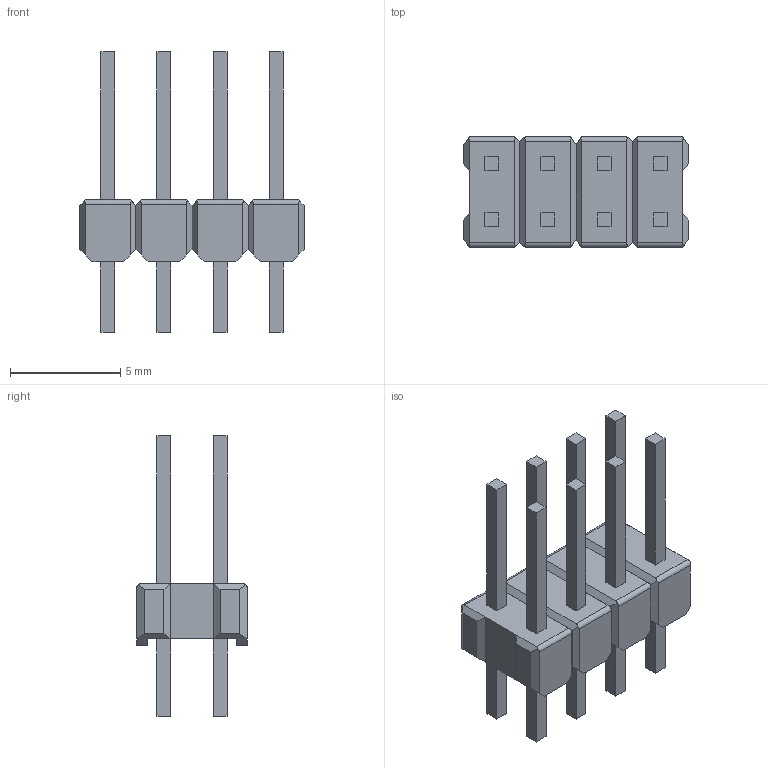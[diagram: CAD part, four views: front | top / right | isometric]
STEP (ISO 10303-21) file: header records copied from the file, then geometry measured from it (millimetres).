
FILE_DESCRIPTION((''),'2;1');
FILE_NAME('C-826632-4','2017-03-30T',('workeradm'),('Tyco Electronics Ltd.'),'CREO PARAMETRIC BY PTC INC, 2016050','CREO PARAMETRIC BY PTC INC, 2016050','');
FILE_SCHEMA(('AUTOMOTIVE_DESIGN { 1 0 10303 214 1 1 1 1 }'));
Length unit declared in the file: millimetre
Products named in the file (1): C-826632-4
Bounding box: 10.16 x 5 x 12.7 mm (x, y, z)
Volume: 155.1 mm3; surface area: 393.2 mm2
Topology: 1 solids, 1 shells, 166 faces, 424 edges, 276 vertices
Faces by surface type: plane 158, cylinder 8
Entity records: 5104 total; most frequent: CARTESIAN_POINT 972, ORIENTED_EDGE 848, DIRECTION 724, EDGE_CURVE 424, VECTOR 392, LINE 392, VERTEX_POINT 276, EDGE_LOOP 182
